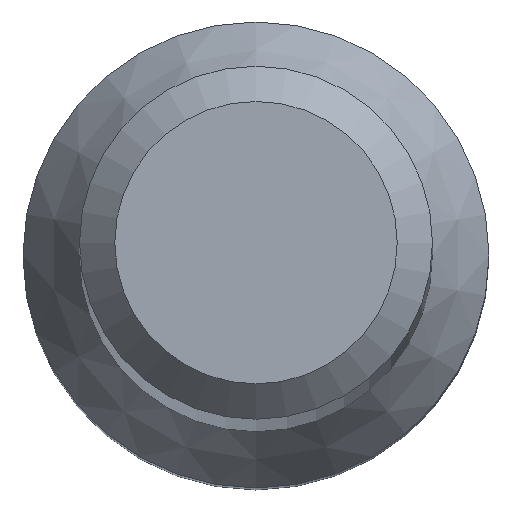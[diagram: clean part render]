
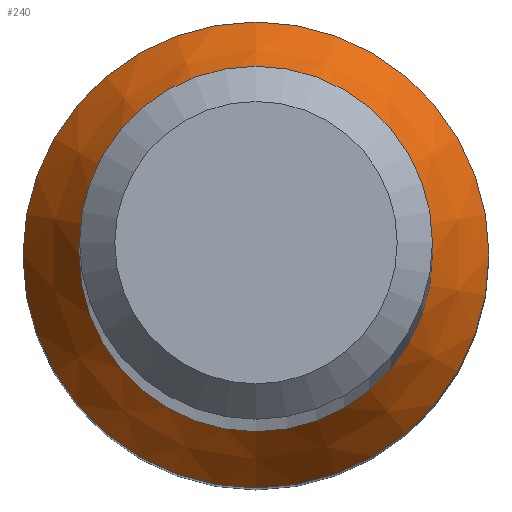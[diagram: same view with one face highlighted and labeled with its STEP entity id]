
A CAD part, top view. The second image highlights one B-rep face of the part: STEP entity #240.
In plain terms, the highlighted conical face has half-angle 30 degrees and reference radius 1.98 mm.
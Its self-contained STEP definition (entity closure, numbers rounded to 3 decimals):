
#1 = AXIS2_PLACEMENT_3D ( 'NONE', #300, #3, #302 ) ;
#3 = DIRECTION ( 'NONE',  ( 0., 0., -1. ) ) ;
#25 = AXIS2_PLACEMENT_3D ( 'NONE', #226, #210, #303 ) ;
#41 = CIRCLE ( 'NONE', #206, 1.5 ) ;
#42 = CARTESIAN_POINT ( 'NONE',  ( 0., 1.98, 10. ) ) ;
#43 = ORIENTED_EDGE ( 'NONE', *, *, #177, .F. ) ;
#44 = CARTESIAN_POINT ( 'NONE',  ( 0., 0., 10.831 ) ) ;
#64 = EDGE_LOOP ( 'NONE', ( #138 ) ) ;
#67 = FACE_OUTER_BOUND ( 'NONE', #71, .T. ) ;
#71 = EDGE_LOOP ( 'NONE', ( #43 ) ) ;
#84 = CIRCLE ( 'NONE', #25, 1.98 ) ;
#93 = CONICAL_SURFACE ( 'NONE', #1, 1.98, 0.524 ) ;
#138 = ORIENTED_EDGE ( 'NONE', *, *, #241, .T. ) ;
#167 = FACE_BOUND ( 'NONE', #64, .T. ) ;
#177 = EDGE_CURVE ( 'NONE', #260, #260, #84, .T. ) ;
#188 = VERTEX_POINT ( 'NONE', #253 ) ;
#206 = AXIS2_PLACEMENT_3D ( 'NONE', #44, #234, #255 ) ;
#210 = DIRECTION ( 'NONE',  ( 0., 0., -1. ) ) ;
#226 = CARTESIAN_POINT ( 'NONE',  ( 0., 0., 10. ) ) ;
#234 = DIRECTION ( 'NONE',  ( 0., 0., -1. ) ) ;
#240 = ADVANCED_FACE ( 'NONE', ( #167, #67 ), #93, .T. ) ;
#241 = EDGE_CURVE ( 'NONE', #188, #188, #41, .T. ) ;
#253 = CARTESIAN_POINT ( 'NONE',  ( 0., 1.5, 10.831 ) ) ;
#255 = DIRECTION ( 'NONE',  ( 0., 1., 0. ) ) ;
#260 = VERTEX_POINT ( 'NONE', #42 ) ;
#300 = CARTESIAN_POINT ( 'NONE',  ( 0., 0., 10. ) ) ;
#302 = DIRECTION ( 'NONE',  ( 0., 1., 0. ) ) ;
#303 = DIRECTION ( 'NONE',  ( 0., 1., 0. ) ) ;
